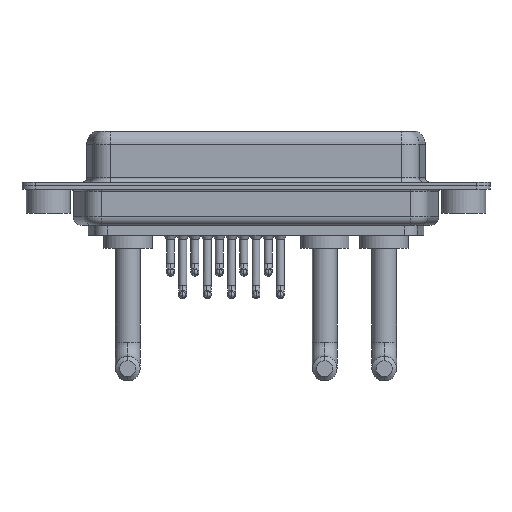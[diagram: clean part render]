
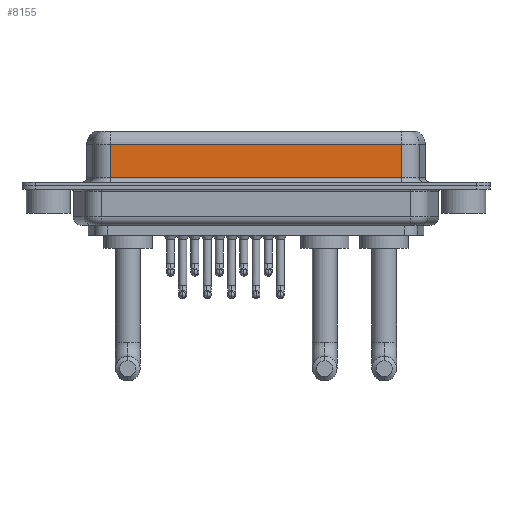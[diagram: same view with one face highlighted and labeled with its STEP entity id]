
A CAD part, front view. The second image highlights one B-rep face of the part: STEP entity #8155.
In plain terms, the highlighted planar face has unit normal (0, -1, 0).
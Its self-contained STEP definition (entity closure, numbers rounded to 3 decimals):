
#422 = CARTESIAN_POINT ( 'NONE',  ( 40.037, -3.95, 6.4 ) ) ;
#1448 = EDGE_CURVE ( 'NONE', #11071, #15057, #15681, .T. ) ;
#1459 = DIRECTION ( 'NONE',  ( -1., 0., 0. ) ) ;
#2083 = VECTOR ( 'NONE', #1459, 1000. ) ;
#2196 = CARTESIAN_POINT ( 'NONE',  ( 40.037, -3.95, 0.9 ) ) ;
#2315 = EDGE_CURVE ( 'NONE', #7347, #15057, #5331, .T. ) ;
#3160 = FACE_OUTER_BOUND ( 'NONE', #7689, .T. ) ;
#3193 = ORIENTED_EDGE ( 'NONE', *, *, #1448, .T. ) ;
#3978 = DIRECTION ( 'NONE',  ( 0., 0., -1. ) ) ;
#5331 = LINE ( 'NONE', #5423, #10321 ) ;
#5423 = CARTESIAN_POINT ( 'NONE',  ( 40.037, -3.95, 6.4 ) ) ;
#7011 = ORIENTED_EDGE ( 'NONE', *, *, #2315, .F. ) ;
#7347 = VERTEX_POINT ( 'NONE', #17074 ) ;
#7509 = DIRECTION ( 'NONE',  ( 0., 1., 0. ) ) ;
#7581 = CARTESIAN_POINT ( 'NONE',  ( 7.013, -3.95, 4.65 ) ) ;
#7689 = EDGE_LOOP ( 'NONE', ( #7011, #15238, #16866, #3193 ) ) ;
#7708 = DIRECTION ( 'NONE',  ( 0., 0., 1. ) ) ;
#8155 = ADVANCED_FACE ( 'NONE', ( #3160 ), #16271, .F. ) ;
#9467 = VECTOR ( 'NONE', #14594, 1000. ) ;
#9695 = DIRECTION ( 'NONE',  ( 1., 0., 0. ) ) ;
#10321 = VECTOR ( 'NONE', #3978, 1000. ) ;
#10689 = VERTEX_POINT ( 'NONE', #7581 ) ;
#11071 = VERTEX_POINT ( 'NONE', #15423 ) ;
#12603 = EDGE_CURVE ( 'NONE', #10689, #11071, #14883, .T. ) ;
#12604 = EDGE_CURVE ( 'NONE', #7347, #10689, #16334, .T. ) ;
#13695 = CARTESIAN_POINT ( 'NONE',  ( 40.037, -3.95, 0.9 ) ) ;
#14594 = DIRECTION ( 'NONE',  ( 0., 0., -1. ) ) ;
#14648 = VECTOR ( 'NONE', #9695, 1000. ) ;
#14690 = CARTESIAN_POINT ( 'NONE',  ( 40.037, -3.95, 4.65 ) ) ;
#14883 = LINE ( 'NONE', #16049, #9467 ) ;
#15057 = VERTEX_POINT ( 'NONE', #2196 ) ;
#15238 = ORIENTED_EDGE ( 'NONE', *, *, #12604, .T. ) ;
#15423 = CARTESIAN_POINT ( 'NONE',  ( 7.013, -3.95, 0.9 ) ) ;
#15681 = LINE ( 'NONE', #13695, #14648 ) ;
#16049 = CARTESIAN_POINT ( 'NONE',  ( 7.013, -3.95, 6.4 ) ) ;
#16265 = AXIS2_PLACEMENT_3D ( 'NONE', #422, #7509, #7708 ) ;
#16271 = PLANE ( 'NONE',  #16265 ) ;
#16334 = LINE ( 'NONE', #14690, #2083 ) ;
#16866 = ORIENTED_EDGE ( 'NONE', *, *, #12603, .T. ) ;
#17074 = CARTESIAN_POINT ( 'NONE',  ( 40.037, -3.95, 4.65 ) ) ;
